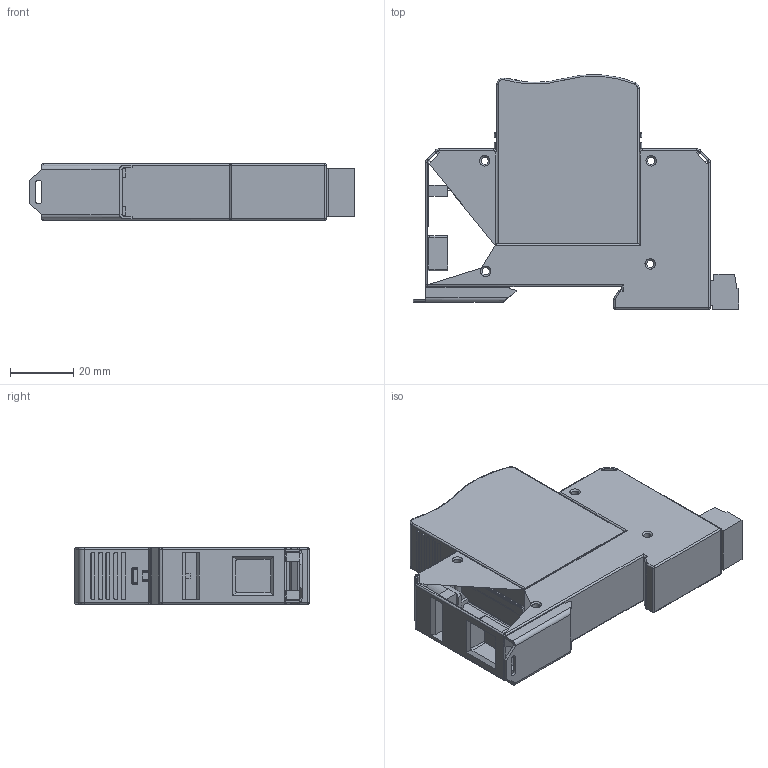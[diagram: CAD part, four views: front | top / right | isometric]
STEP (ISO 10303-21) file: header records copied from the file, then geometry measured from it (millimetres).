
FILE_DESCRIPTION((''),'2;1');
FILE_NAME('ASM0012_ASM','2020-12-22T',('marketing.praksa'),('Audax d.o.o.'),'CREO PARAMETRIC BY PTC INC, 2017480','CREO PARAMETRIC BY PTC INC, 2017480','');
FILE_SCHEMA(('AUTOMOTIVE_DESIGN { 1 0 10303 214 1 1 1 1 }'));
Products named in the file (19): BAZA_1TE_B2S_RC_ZASKOK_19_1_1_4; BAZA_1TE_B2S_RC_ZASKOK_19_2_1_2; BAZA_1TE_B2S_RC_ZASKOK_19_3_1_2; BAZA_1TE_B2S_RC_ZASKOK_19_ASM_5_ASM; MODUL_OUTER_S_SHAPE_B2S_10_1_12; OUTER_1TE_S_SHAPE_B2S_R_ASM_3_4_ASM; TMP_DWG_65_1_1_1_2_1_2_3_1_1_2; TMP_DWG_65_1_2_1_2_1_2_3_1_1_2; TMP_DWG_65_1_3_1_2_1_2_3_1_1_2; ASM0008_1_2_ASM_1_1_2_ASM; ASM0006_ASM_1_1_2_ASM; IZ506_504_ETITEC_B_1P0_RC_ASM_5_ASM; BAZA_1TE_B2S_RC_ZASKOK_19_1_1_5; BAZA_1TE_B2S_RC_ZASKOK_19_ASM_6_ASM; OUTER_1TE_S_SHAPE_B2S_R_ASM_3_5_ASM; IZ506_504_ETITEC_B_1P0_RC_ASM_6_ASM; ASM0010_ASM_1_1_ASM; ASM0013_ASM; ASM0012_ASM
Assembly tree (18 placements, depth 7):
  ASM0012_ASM
    IZ506_504_ETITEC_B_1P0_RC_ASM_5_ASM
      OUTER_1TE_S_SHAPE_B2S_R_ASM_3_4_ASM
        BAZA_1TE_B2S_RC_ZASKOK_19_ASM_5_ASM
          BAZA_1TE_B2S_RC_ZASKOK_19_1_1_4
          BAZA_1TE_B2S_RC_ZASKOK_19_2_1_2
          BAZA_1TE_B2S_RC_ZASKOK_19_3_1_2
        MODUL_OUTER_S_SHAPE_B2S_10_1_12
      ASM0006_ASM_1_1_2_ASM
        ASM0008_1_2_ASM_1_1_2_ASM
          TMP_DWG_65_1_1_1_2_1_2_3_1_1_2
          TMP_DWG_65_1_2_1_2_1_2_3_1_1_2
          TMP_DWG_65_1_3_1_2_1_2_3_1_1_2
    ASM0013_ASM
      ASM0010_ASM_1_1_ASM
        IZ506_504_ETITEC_B_1P0_RC_ASM_6_ASM
          OUTER_1TE_S_SHAPE_B2S_R_ASM_3_5_ASM
            BAZA_1TE_B2S_RC_ZASKOK_19_ASM_6_ASM
              BAZA_1TE_B2S_RC_ZASKOK_19_1_1_5
Bounding box: 102.9 x 74.14 x 17.8 mm (x, y, z)
Volume: 89410.8 mm3; surface area: 26237.7 mm2
Topology: 8 solids, 8 shells, 650 faces, 1750 edges, 1138 vertices
Faces by surface type: plane 384, cylinder 196, torus 28, cone 20, sphere 14, bspline 8
Entity records: 27648 total; most frequent: CARTESIAN_POINT 4262, DIRECTION 3488, ORIENTED_EDGE 3472, PRESENTATION_STYLE_ASSIGNMENT 1740, EDGE_CURVE 1736, STYLED_ITEM 1651, CURVE_STYLE 1592, AXIS2_PLACEMENT_3D 1180
